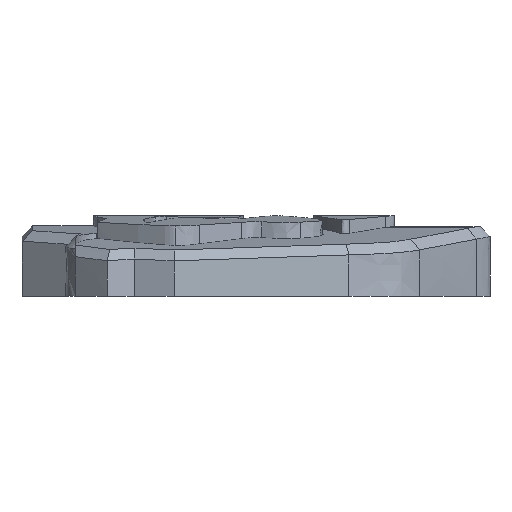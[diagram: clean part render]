
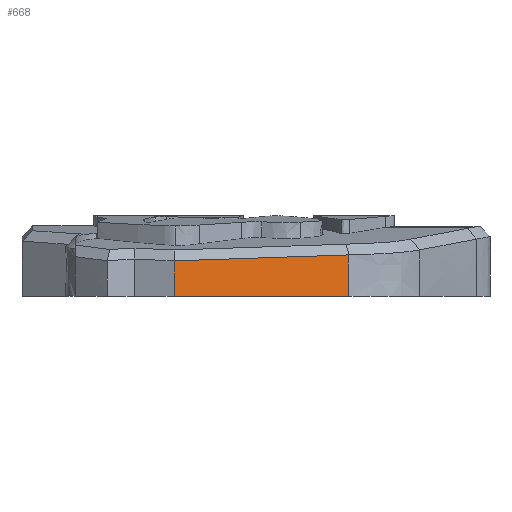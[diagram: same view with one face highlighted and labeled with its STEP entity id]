
A CAD part, left-side view. The second image highlights one B-rep face of the part: STEP entity #668.
In plain terms, the highlighted face is a extrusion surface.
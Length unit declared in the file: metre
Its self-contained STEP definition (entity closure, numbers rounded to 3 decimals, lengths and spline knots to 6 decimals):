
#668 = ADVANCED_FACE( '', ( #1382 ), #1383, .T. );
#1382 = FACE_OUTER_BOUND( '', #3359, .T. );
#1383 = SURFACE_OF_LINEAR_EXTRUSION( '', #3360, #3361 );
#3359 = EDGE_LOOP( '', ( #5681, #5682, #5683, #5684 ) );
#3360 = B_SPLINE_CURVE_WITH_KNOTS( '', 3, ( #5685, #5686, #5687, #5688, #5689, #5690 ), .UNSPECIFIED., .F., .F., ( 4, 1, 1, 4 ), ( 0., 0.984375, 0.989583, 1. ), .UNSPECIFIED. );
#3361 = VECTOR( '', #5691, 1. );
#5681 = ORIENTED_EDGE( '', *, *, #7031, .T. );
#5682 = ORIENTED_EDGE( '', *, *, #7271, .F. );
#5683 = ORIENTED_EDGE( '', *, *, #6516, .F. );
#5684 = ORIENTED_EDGE( '', *, *, #6364, .F. );
#5685 = CARTESIAN_POINT( '', ( -0.048341, -0.029742, 0.01945 ) );
#5686 = CARTESIAN_POINT( '', ( -0.049831, -0.023746, 0.01945 ) );
#5687 = CARTESIAN_POINT( '', ( -0.062445, 0.024933, 0.01945 ) );
#5688 = CARTESIAN_POINT( '', ( -0.062778, 0.026216, 0.01945 ) );
#5689 = CARTESIAN_POINT( '', ( -0.062778, 0.026217, 0.01945 ) );
#5690 = CARTESIAN_POINT( '', ( -0.06278, 0.026225, 0.01945 ) );
#5691 = DIRECTION( '', ( 0., 0., -1. ) );
#6364 = EDGE_CURVE( '', #7885, #7881, #7887, .F. );
#6516 = EDGE_CURVE( '', #7881, #8045, #8046, .T. );
#7031 = EDGE_CURVE( '', #7885, #8550, #8552, .T. );
#7271 = EDGE_CURVE( '', #8045, #8550, #8698, .T. );
#7881 = VERTEX_POINT( '', #11265 );
#7885 = VERTEX_POINT( '', #11273 );
#7887 = B_SPLINE_CURVE_WITH_KNOTS( '', 3, ( #11276, #11277, #11278, #11279 ), .UNSPECIFIED., .F., .F., ( 4, 4 ), ( 0., 1. ), .UNSPECIFIED. );
#8045 = VERTEX_POINT( '', #11971 );
#8046 = LINE( '', #11972, #11973 );
#8550 = VERTEX_POINT( '', #14198 );
#8552 = LINE( '', #14201, #14202 );
#8698 = B_SPLINE_CURVE_WITH_KNOTS( '', 3, ( #14893, #14894, #14895, #14896, #14897, #14898 ), .UNSPECIFIED., .F., .F., ( 4, 1, 1, 4 ), ( 0., 0.984375, 0.989583, 1. ), .UNSPECIFIED. );
#11265 = CARTESIAN_POINT( '', ( -0.048341, -0.029742, 0.010022 ) );
#11273 = CARTESIAN_POINT( '', ( -0.062781, 0.026224, 0.008121 ) );
#11276 = CARTESIAN_POINT( '', ( -0.048341, -0.029742, 0.010023 ) );
#11277 = CARTESIAN_POINT( '', ( -0.053091, -0.011122, 0.009395 ) );
#11278 = CARTESIAN_POINT( '', ( -0.057955, 0.007572, 0.008756 ) );
#11279 = CARTESIAN_POINT( '', ( -0.062781, 0.026224, 0.00812 ) );
#11971 = CARTESIAN_POINT( '', ( -0.048341, -0.029742, -0.003242 ) );
#11972 = CARTESIAN_POINT( '', ( -0.048341, -0.029742, 0.01945 ) );
#11973 = VECTOR( '', #15189, 1. );
#14198 = CARTESIAN_POINT( '', ( -0.06278, 0.026225, -0.003242 ) );
#14201 = CARTESIAN_POINT( '', ( -0.06278, 0.026225, 0.01945 ) );
#14202 = VECTOR( '', #15318, 1. );
#14893 = CARTESIAN_POINT( '', ( -0.048341, -0.029742, -0.003242 ) );
#14894 = CARTESIAN_POINT( '', ( -0.049831, -0.023746, -0.003242 ) );
#14895 = CARTESIAN_POINT( '', ( -0.062445, 0.024933, -0.003242 ) );
#14896 = CARTESIAN_POINT( '', ( -0.062778, 0.026216, -0.003242 ) );
#14897 = CARTESIAN_POINT( '', ( -0.062778, 0.026217, -0.003242 ) );
#14898 = CARTESIAN_POINT( '', ( -0.06278, 0.026225, -0.003242 ) );
#15189 = DIRECTION( '', ( 0., 0., -1. ) );
#15318 = DIRECTION( '', ( 0., 0., -1. ) );
